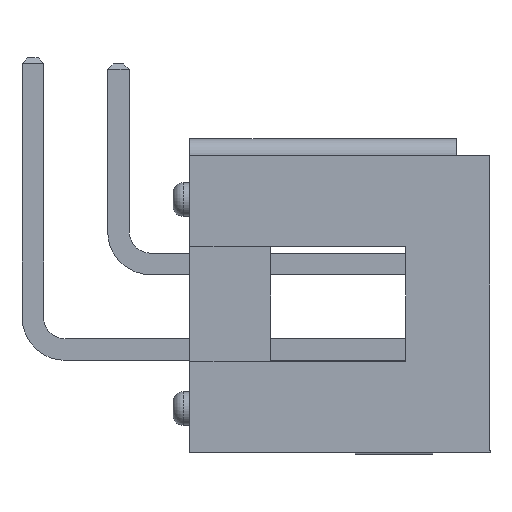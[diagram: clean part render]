
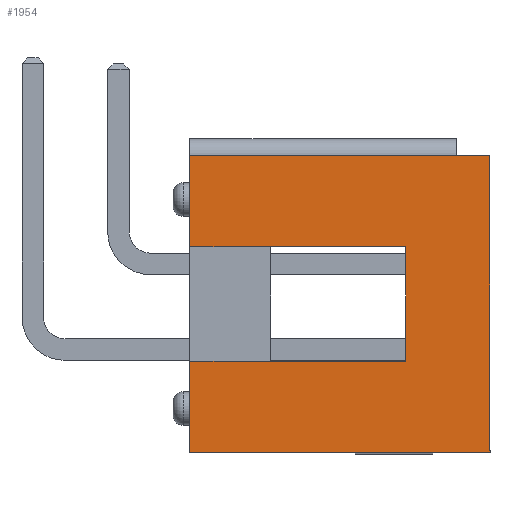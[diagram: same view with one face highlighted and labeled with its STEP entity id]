
A CAD part, front view. The second image highlights one B-rep face of the part: STEP entity #1954.
In plain terms, the highlighted face is planar.
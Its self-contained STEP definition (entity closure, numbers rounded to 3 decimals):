
#4 = ORIENTED_EDGE ( 'NONE', *, *, #2698, .F. ) ;
#243 = DIRECTION ( 'NONE',  ( 0., -1., 0. ) ) ;
#456 = EDGE_CURVE ( 'NONE', #5618, #2905, #8714, .T. ) ;
#464 = PLANE ( 'NONE',  #8659 ) ;
#468 = CARTESIAN_POINT ( 'NONE',  ( 0., 0., -2.7 ) ) ;
#711 = CARTESIAN_POINT ( 'NONE',  ( 0., 8.9, -8.8 ) ) ;
#748 = CARTESIAN_POINT ( 'NONE',  ( 0., 8.9, 0. ) ) ;
#760 = EDGE_CURVE ( 'NONE', #7646, #3009, #7571, .T. ) ;
#1289 = EDGE_CURVE ( 'NONE', #1581, #7989, #3859, .T. ) ;
#1568 = ORIENTED_EDGE ( 'NONE', *, *, #456, .T. ) ;
#1581 = VERTEX_POINT ( 'NONE', #3650 ) ;
#1699 = DIRECTION ( 'NONE',  ( 0., 0., -1. ) ) ;
#1707 = VECTOR ( 'NONE', #5343, 1000. ) ;
#1905 = VECTOR ( 'NONE', #243, 1000. ) ;
#1954 = ADVANCED_FACE ( 'NONE', ( #6513 ), #464, .F. ) ;
#2511 = VECTOR ( 'NONE', #3726, 1000. ) ;
#2562 = ORIENTED_EDGE ( 'NONE', *, *, #3416, .F. ) ;
#2614 = VECTOR ( 'NONE', #1699, 1000. ) ;
#2698 = EDGE_CURVE ( 'NONE', #3009, #1581, #5794, .T. ) ;
#2742 = EDGE_LOOP ( 'NONE', ( #9114, #4, #8099, #8768, #5299, #1568, #2562, #7404 ) ) ;
#2905 = VERTEX_POINT ( 'NONE', #6889 ) ;
#3009 = VERTEX_POINT ( 'NONE', #5724 ) ;
#3371 = CARTESIAN_POINT ( 'NONE',  ( 0., 0., -6.1 ) ) ;
#3416 = EDGE_CURVE ( 'NONE', #7481, #2905, #4707, .T. ) ;
#3515 = VECTOR ( 'NONE', #8964, 1000. ) ;
#3636 = EDGE_CURVE ( 'NONE', #4000, #5618, #5676, .T. ) ;
#3650 = CARTESIAN_POINT ( 'NONE',  ( 0., 6.4, -6.1 ) ) ;
#3726 = DIRECTION ( 'NONE',  ( 0., 1., 0. ) ) ;
#3798 = CARTESIAN_POINT ( 'NONE',  ( 0., 0., 0. ) ) ;
#3859 = LINE ( 'NONE', #8912, #1905 ) ;
#4000 = VERTEX_POINT ( 'NONE', #6601 ) ;
#4001 = LINE ( 'NONE', #3798, #3515 ) ;
#4068 = CARTESIAN_POINT ( 'NONE',  ( 0., 8.9, -2.7 ) ) ;
#4070 = DIRECTION ( 'NONE',  ( 0., 0., -1. ) ) ;
#4093 = EDGE_CURVE ( 'NONE', #4000, #7646, #6557, .T. ) ;
#4496 = EDGE_CURVE ( 'NONE', #7989, #7481, #4001, .T. ) ;
#4517 = CARTESIAN_POINT ( 'NONE',  ( 0., 8.9, 0. ) ) ;
#4707 = LINE ( 'NONE', #711, #2511 ) ;
#5299 = ORIENTED_EDGE ( 'NONE', *, *, #3636, .T. ) ;
#5343 = DIRECTION ( 'NONE',  ( 0., 1., 0. ) ) ;
#5451 = CARTESIAN_POINT ( 'NONE',  ( 0., 8.9, 0. ) ) ;
#5527 = DIRECTION ( 'NONE',  ( 1., 0., 0. ) ) ;
#5618 = VERTEX_POINT ( 'NONE', #5451 ) ;
#5676 = LINE ( 'NONE', #4517, #1707 ) ;
#5724 = CARTESIAN_POINT ( 'NONE',  ( 0., 6.4, -2.7 ) ) ;
#5794 = LINE ( 'NONE', #7190, #7265 ) ;
#6205 = VECTOR ( 'NONE', #6737, 1000. ) ;
#6513 = FACE_OUTER_BOUND ( 'NONE', #2742, .T. ) ;
#6557 = LINE ( 'NONE', #8187, #2614 ) ;
#6601 = CARTESIAN_POINT ( 'NONE',  ( 0., 0., 0. ) ) ;
#6737 = DIRECTION ( 'NONE',  ( 0., 0., -1. ) ) ;
#6889 = CARTESIAN_POINT ( 'NONE',  ( 0., 8.9, -8.8 ) ) ;
#6965 = CARTESIAN_POINT ( 'NONE',  ( 0., 8.9, 0. ) ) ;
#7190 = CARTESIAN_POINT ( 'NONE',  ( 0., 6.4, 0. ) ) ;
#7265 = VECTOR ( 'NONE', #7963, 1000. ) ;
#7356 = VECTOR ( 'NONE', #9225, 1000. ) ;
#7404 = ORIENTED_EDGE ( 'NONE', *, *, #4496, .F. ) ;
#7481 = VERTEX_POINT ( 'NONE', #7567 ) ;
#7567 = CARTESIAN_POINT ( 'NONE',  ( 0., 0., -8.8 ) ) ;
#7571 = LINE ( 'NONE', #4068, #7356 ) ;
#7646 = VERTEX_POINT ( 'NONE', #468 ) ;
#7963 = DIRECTION ( 'NONE',  ( 0., 0., -1. ) ) ;
#7989 = VERTEX_POINT ( 'NONE', #3371 ) ;
#8099 = ORIENTED_EDGE ( 'NONE', *, *, #760, .F. ) ;
#8187 = CARTESIAN_POINT ( 'NONE',  ( 0., 0., 0. ) ) ;
#8659 = AXIS2_PLACEMENT_3D ( 'NONE', #6965, #5527, #4070 ) ;
#8714 = LINE ( 'NONE', #748, #6205 ) ;
#8768 = ORIENTED_EDGE ( 'NONE', *, *, #4093, .F. ) ;
#8912 = CARTESIAN_POINT ( 'NONE',  ( 0., 8.9, -6.1 ) ) ;
#8964 = DIRECTION ( 'NONE',  ( 0., 0., -1. ) ) ;
#9114 = ORIENTED_EDGE ( 'NONE', *, *, #1289, .F. ) ;
#9225 = DIRECTION ( 'NONE',  ( 0., 1., 0. ) ) ;
